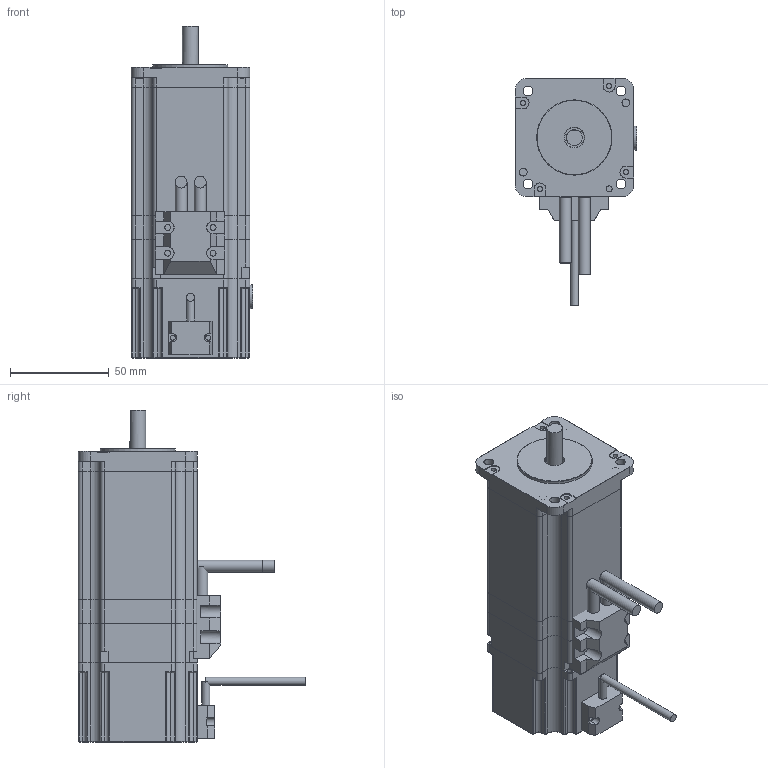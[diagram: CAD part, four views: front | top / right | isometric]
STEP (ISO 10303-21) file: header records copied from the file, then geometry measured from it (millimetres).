
FILE_DESCRIPTION(/* description */ (''),/* implementation_level */ '2;1');
FILE_NAME(/* name */ 'MP3-57TZ088.step',/* time_stamp */ '2021-07-28T12:37:03+08:00',/* author */ (''),/* organization */ (''),/* preprocessor_version */ 'ST-DEVELOPER v16',/* originating_system */ 'SIEMENS PLM Software NX 10.0',/* authorisation */ '');
FILE_SCHEMA (('AUTOMOTIVE_DESIGN { 1 0 10303 214 3 1 1 1 }'));
Length unit declared in the file: millimetre
Products named in the file (1): MP3-57TZ088
Bounding box: 61.5 x 114.93 x 168 mm (x, y, z)
Volume: 477152.7 mm3; surface area: 85237.8 mm2
Topology: 16 solids, 16 shells, 454 faces, 1163 edges, 731 vertices
Faces by surface type: plane 217, cylinder 199, torus 20, sphere 16, cone 2
Full cylindrical faces by diameter (mm): 2.5 x22, 3 x5, 4 x4, 5 x8, 6 x4, 8 x1, 10 x3, 12 x1, 38.1 x1
Entity records: 13538 total; most frequent: DIRECTION 2401, CARTESIAN_POINT 2328, ORIENTED_EDGE 2166, EDGE_CURVE 1083, AXIS2_PLACEMENT_3D 867, VERTEX_POINT 718, LINE 667, VECTOR 667
